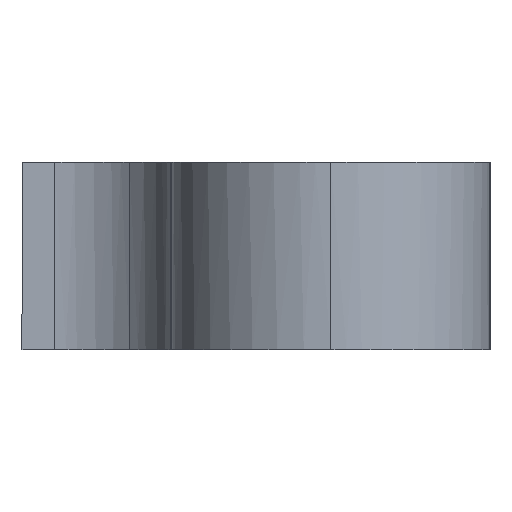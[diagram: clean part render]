
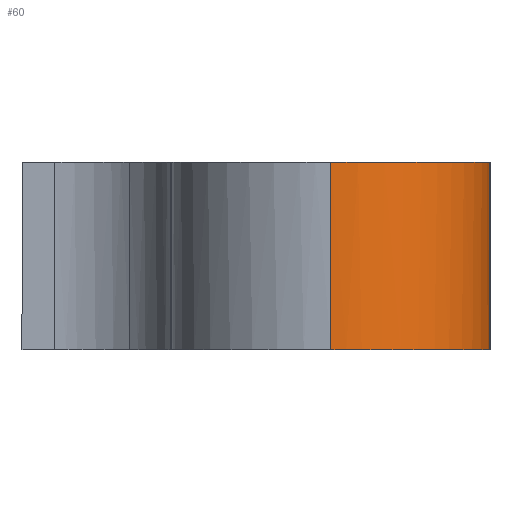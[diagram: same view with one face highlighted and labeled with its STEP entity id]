
A CAD part, front view. The second image highlights one B-rep face of the part: STEP entity #60.
In plain terms, the highlighted free-form (B-spline) face has degree [2, 1] with [3, 2] control points.
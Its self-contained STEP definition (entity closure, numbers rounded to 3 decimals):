
#60=ADVANCED_FACE($,(#126),#882,.T.);
#126=FACE_OUTER_BOUND($,#194,.T.);
#194=EDGE_LOOP($,(#462,#463,#464,#465));
#462=ORIENTED_EDGE($,*,*,#665,.F.);
#463=ORIENTED_EDGE($,*,*,#716,.F.);
#464=ORIENTED_EDGE($,*,*,#690,.F.);
#465=ORIENTED_EDGE($,*,*,#719,.F.);
#665=EDGE_CURVE($,#811,#812,#1036,.T.);
#690=EDGE_CURVE($,#835,#836,#1061,.T.);
#716=EDGE_CURVE($,#836,#811,#1086,.T.);
#719=EDGE_CURVE($,#812,#835,#968,.T.);
#811=VERTEX_POINT($,#2159);
#812=VERTEX_POINT($,#2160);
#835=VERTEX_POINT($,#2183);
#836=VERTEX_POINT($,#2184);
#882=(
BOUNDED_SURFACE()
B_SPLINE_SURFACE(2,1,((#2108,#2109),(#2110,#2111),(#2112,#2113)),.UNSPECIFIED.,
.F.,.F.,.F.)
B_SPLINE_SURFACE_WITH_KNOTS((3,3),(2,2),(103.5,155.249),
(4.,44.),.UNSPECIFIED.)
GEOMETRIC_REPRESENTATION_ITEM()
RATIONAL_B_SPLINE_SURFACE(((1.,1.),(0.707,0.707),
(1.,1.)))
REPRESENTATION_ITEM($)
SURFACE()
);
#968=(
BOUNDED_CURVE()
B_SPLINE_CURVE(1,(#2042,#2043),.UNSPECIFIED.,.F.,.F.)
B_SPLINE_CURVE_WITH_KNOTS((2,2),(-44.,-4.),.UNSPECIFIED.)
CURVE()
GEOMETRIC_REPRESENTATION_ITEM()
RATIONAL_B_SPLINE_CURVE((1.,1.))
REPRESENTATION_ITEM($)
);
#1036=B_SPLINE_CURVE_WITH_KNOTS($,3,(#1806,#1807,#1808,#1809,#1810,#1811,
#1812,#1813,#1814,#1815),.UNSPECIFIED.,.F.,.F.,(4,2,2,2,4),(0.,13.363,
26.727,40.09,53.455),.UNSPECIFIED.);
#1061=B_SPLINE_CURVE_WITH_KNOTS($,3,(#1936,#1937,#1938,#1939,#1940,#1941,
#1942,#1943,#1944,#1945),.UNSPECIFIED.,.F.,.F.,(4,2,2,2,4),(53.359,
66.722,80.087,93.449,106.814),.UNSPECIFIED.);
#1086=B_SPLINE_CURVE_WITH_KNOTS($,1,(#2036,#2037),.UNSPECIFIED.,.F.,.F.,
(2,2),(0.,40.),.UNSPECIFIED.);
#1806=CARTESIAN_POINT($,(100.,-568.5,-20.));
#1807=CARTESIAN_POINT($,(100.,-572.965,-20.));
#1808=CARTESIAN_POINT($,(99.121,-577.386,-20.));
#1809=CARTESIAN_POINT($,(95.703,-585.636,-20.));
#1810=CARTESIAN_POINT($,(93.199,-589.384,-20.));
#1811=CARTESIAN_POINT($,(86.885,-595.699,-20.));
#1812=CARTESIAN_POINT($,(83.137,-598.202,-20.));
#1813=CARTESIAN_POINT($,(74.888,-601.62,-20.));
#1814=CARTESIAN_POINT($,(70.465,-602.5,-20.));
#1815=CARTESIAN_POINT($,(66.,-602.5,-20.));
#1936=CARTESIAN_POINT($,(66.,-602.5,20.));
#1937=CARTESIAN_POINT($,(70.465,-602.5,20.));
#1938=CARTESIAN_POINT($,(74.886,-601.621,20.));
#1939=CARTESIAN_POINT($,(83.136,-598.203,20.));
#1940=CARTESIAN_POINT($,(86.884,-595.699,20.));
#1941=CARTESIAN_POINT($,(93.199,-589.385,20.));
#1942=CARTESIAN_POINT($,(95.702,-585.637,20.));
#1943=CARTESIAN_POINT($,(99.12,-577.388,20.));
#1944=CARTESIAN_POINT($,(100.,-572.965,20.));
#1945=CARTESIAN_POINT($,(100.,-568.5,20.));
#2036=CARTESIAN_POINT($,(100.,-568.5,20.));
#2037=CARTESIAN_POINT($,(100.,-568.5,-20.));
#2042=CARTESIAN_POINT($,(66.,-602.5,-20.));
#2043=CARTESIAN_POINT($,(66.,-602.5,20.));
#2108=CARTESIAN_POINT($,(100.,-568.5,20.));
#2109=CARTESIAN_POINT($,(100.,-568.5,-20.));
#2110=CARTESIAN_POINT($,(100.,-602.5,20.));
#2111=CARTESIAN_POINT($,(100.,-602.5,-20.));
#2112=CARTESIAN_POINT($,(66.,-602.5,20.));
#2113=CARTESIAN_POINT($,(66.,-602.5,-20.));
#2159=CARTESIAN_POINT($,(100.,-568.5,-20.));
#2160=CARTESIAN_POINT($,(66.,-602.5,-20.));
#2183=CARTESIAN_POINT($,(66.,-602.5,20.));
#2184=CARTESIAN_POINT($,(100.,-568.5,20.));
